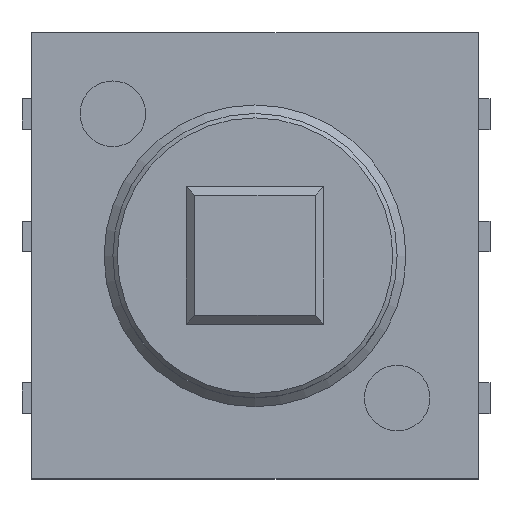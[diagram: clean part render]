
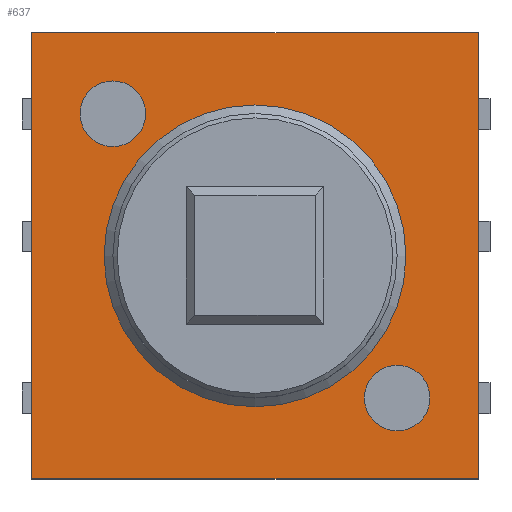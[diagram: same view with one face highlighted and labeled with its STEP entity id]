
A CAD part, top view. The second image highlights one B-rep face of the part: STEP entity #637.
In plain terms, the highlighted planar face has unit normal (0, 0, 1).
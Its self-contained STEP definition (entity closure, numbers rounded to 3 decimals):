
#327=CARTESIAN_POINT('',(-5.105,-5.099,3.65));
#328=VERTEX_POINT('',#327);
#335=CARTESIAN_POINT('',(-5.105,5.101,3.65));
#336=VERTEX_POINT('',#335);
#337=CARTESIAN_POINT('',(-5.105,5.101,3.65));
#338=DIRECTION('',(0.,-1.,0.));
#339=VECTOR('',#338,10.2);
#340=LINE('',#337,#339);
#341=EDGE_CURVE('',#336,#328,#340,.T.);
#442=CARTESIAN_POINT('',(5.095,5.101,3.65));
#443=VERTEX_POINT('',#442);
#450=CARTESIAN_POINT('',(5.095,-5.099,3.65));
#451=VERTEX_POINT('',#450);
#452=CARTESIAN_POINT('',(5.095,-5.099,3.65));
#453=DIRECTION('',(-0.,1.,0.));
#454=VECTOR('',#453,10.2);
#455=LINE('',#452,#454);
#456=EDGE_CURVE('',#451,#443,#455,.T.);
#537=CARTESIAN_POINT('',(-5.105,-5.099,3.65));
#538=DIRECTION('',(1.,0.,0.));
#539=VECTOR('',#538,10.2);
#540=LINE('',#537,#539);
#541=EDGE_CURVE('',#328,#451,#540,.T.);
#555=CARTESIAN_POINT('',(5.095,5.101,3.65));
#556=DIRECTION('',(-1.,0.,0.));
#557=VECTOR('',#556,10.2);
#558=LINE('',#555,#557);
#559=EDGE_CURVE('',#443,#336,#558,.T.);
#566=CARTESIAN_POINT('',(-10.105,-9.099,3.65));
#567=DIRECTION('',(0.,0.,1.));
#568=DIRECTION('',(1.,0.,0.));
#569=AXIS2_PLACEMENT_3D('',#566,#567,#568);
#570=PLANE('',#569);
#571=CARTESIAN_POINT('',(3.445,0.001,3.65));
#572=VERTEX_POINT('',#571);
#573=CARTESIAN_POINT('',(-3.455,0.001,3.65));
#574=VERTEX_POINT('',#573);
#575=CARTESIAN_POINT('',(-0.005,0.001,3.65));
#576=DIRECTION('',(-0.,-0.,-1.));
#577=DIRECTION('',(1.,0.,-0.));
#578=AXIS2_PLACEMENT_3D('',#575,#576,#577);
#579=CIRCLE('',#578,3.45);
#580=EDGE_CURVE('',#572,#574,#579,.T.);
#581=ORIENTED_EDGE('',*,*,#580,.T.);
#582=CARTESIAN_POINT('',(-0.005,0.001,3.65));
#583=DIRECTION('',(-0.,-0.,-1.));
#584=DIRECTION('',(1.,0.,-0.));
#585=AXIS2_PLACEMENT_3D('',#582,#583,#584);
#586=CIRCLE('',#585,3.45);
#587=EDGE_CURVE('',#574,#572,#586,.T.);
#588=ORIENTED_EDGE('',*,*,#587,.T.);
#589=EDGE_LOOP('',(#581,#588));
#590=FACE_BOUND('',#589,.T.);
#591=CARTESIAN_POINT('',(2.495,-3.249,3.65));
#592=VERTEX_POINT('',#591);
#593=CARTESIAN_POINT('',(3.995,-3.249,3.65));
#594=VERTEX_POINT('',#593);
#595=CARTESIAN_POINT('',(3.245,-3.249,3.65));
#596=DIRECTION('',(0.,0.,1.));
#597=DIRECTION('',(1.,0.,-0.));
#598=AXIS2_PLACEMENT_3D('',#595,#596,#597);
#599=CIRCLE('',#598,0.75);
#600=EDGE_CURVE('',#592,#594,#599,.T.);
#601=ORIENTED_EDGE('',*,*,#600,.F.);
#602=CARTESIAN_POINT('',(3.245,-3.249,3.65));
#603=DIRECTION('',(0.,0.,1.));
#604=DIRECTION('',(1.,0.,-0.));
#605=AXIS2_PLACEMENT_3D('',#602,#603,#604);
#606=CIRCLE('',#605,0.75);
#607=EDGE_CURVE('',#594,#592,#606,.T.);
#608=ORIENTED_EDGE('',*,*,#607,.F.);
#609=EDGE_LOOP('',(#601,#608));
#610=FACE_BOUND('',#609,.T.);
#611=CARTESIAN_POINT('',(-4.005,3.251,3.65));
#612=VERTEX_POINT('',#611);
#613=CARTESIAN_POINT('',(-2.505,3.251,3.65));
#614=VERTEX_POINT('',#613);
#615=CARTESIAN_POINT('',(-3.255,3.251,3.65));
#616=DIRECTION('',(0.,0.,1.));
#617=DIRECTION('',(1.,0.,-0.));
#618=AXIS2_PLACEMENT_3D('',#615,#616,#617);
#619=CIRCLE('',#618,0.75);
#620=EDGE_CURVE('',#612,#614,#619,.T.);
#621=ORIENTED_EDGE('',*,*,#620,.F.);
#622=CARTESIAN_POINT('',(-3.255,3.251,3.65));
#623=DIRECTION('',(0.,0.,1.));
#624=DIRECTION('',(1.,0.,-0.));
#625=AXIS2_PLACEMENT_3D('',#622,#623,#624);
#626=CIRCLE('',#625,0.75);
#627=EDGE_CURVE('',#614,#612,#626,.T.);
#628=ORIENTED_EDGE('',*,*,#627,.F.);
#629=EDGE_LOOP('',(#621,#628));
#630=FACE_BOUND('',#629,.T.);
#631=ORIENTED_EDGE('',*,*,#541,.T.);
#632=ORIENTED_EDGE('',*,*,#456,.T.);
#633=ORIENTED_EDGE('',*,*,#559,.T.);
#634=ORIENTED_EDGE('',*,*,#341,.T.);
#635=EDGE_LOOP('',(#631,#632,#633,#634));
#636=FACE_BOUND('',#635,.T.);
#637=ADVANCED_FACE('',(#590,#610,#630,#636),#570,.T.);
